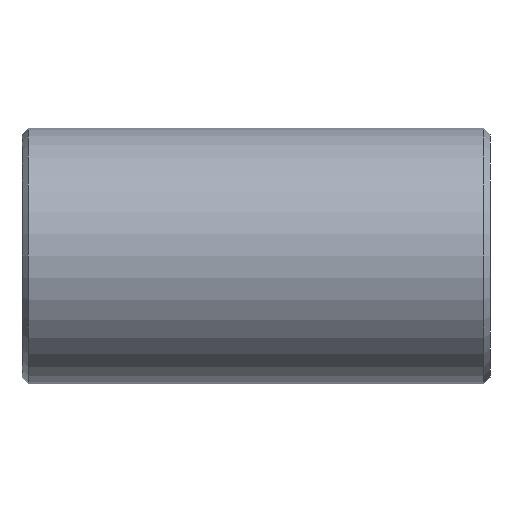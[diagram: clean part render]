
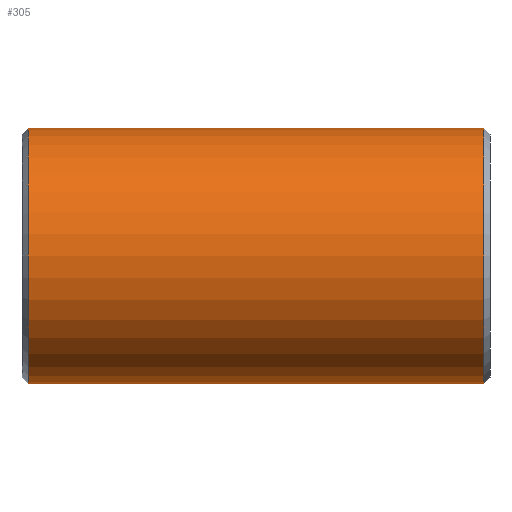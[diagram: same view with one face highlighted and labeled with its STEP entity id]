
A CAD part, front view. The second image highlights one B-rep face of the part: STEP entity #305.
In plain terms, the highlighted cylindrical face has radius 57.15 mm (diameter 114.3 mm), a partial arc.
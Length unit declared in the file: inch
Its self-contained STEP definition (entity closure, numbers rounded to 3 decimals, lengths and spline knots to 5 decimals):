
#2 = VERTEX_POINT ( 'NONE', #252 ) ;
#4 = ORIENTED_EDGE ( 'NONE', *, *, #304, .F. ) ;
#23 = DIRECTION ( 'NONE',  ( -1., 0., 0. ) ) ;
#31 = DIRECTION ( 'NONE',  ( 0., 0., 1. ) ) ;
#35 = EDGE_CURVE ( 'NONE', #390, #2, #469, .T. ) ;
#36 = VERTEX_POINT ( 'NONE', #346 ) ;
#48 = VECTOR ( 'NONE', #265, 39.37008 ) ;
#51 = DIRECTION ( 'NONE',  ( -1., 0., 0. ) ) ;
#69 = LINE ( 'NONE', #255, #360 ) ;
#88 = CARTESIAN_POINT ( 'NONE',  ( 0., 0., -2.25 ) ) ;
#95 = FACE_OUTER_BOUND ( 'NONE', #244, .T. ) ;
#110 = EDGE_CURVE ( 'NONE', #390, #153, #397, .T. ) ;
#121 = CARTESIAN_POINT ( 'NONE',  ( 0., 0., 2.25 ) ) ;
#132 = CIRCLE ( 'NONE', #274, 2.25 ) ;
#138 = CARTESIAN_POINT ( 'NONE',  ( 4.12, 0., 2.25 ) ) ;
#143 = ORIENTED_EDGE ( 'NONE', *, *, #468, .T. ) ;
#145 = DIRECTION ( 'NONE',  ( 0., 0., 1. ) ) ;
#153 = VERTEX_POINT ( 'NONE', #88 ) ;
#155 = VERTEX_POINT ( 'NONE', #181 ) ;
#175 = CARTESIAN_POINT ( 'NONE',  ( 4.12, 0., -2.25 ) ) ;
#181 = CARTESIAN_POINT ( 'NONE',  ( -4.00767, 0., -2.25 ) ) ;
#182 = ORIENTED_EDGE ( 'NONE', *, *, #226, .T. ) ;
#190 = VECTOR ( 'NONE', #51, 39.37008 ) ;
#202 = ORIENTED_EDGE ( 'NONE', *, *, #549, .T. ) ;
#220 = DIRECTION ( 'NONE',  ( -1., 0., 0. ) ) ;
#226 = EDGE_CURVE ( 'NONE', #2, #435, #358, .T. ) ;
#227 = CARTESIAN_POINT ( 'NONE',  ( -4.00767, 0., 0. ) ) ;
#240 = CARTESIAN_POINT ( 'NONE',  ( 4.12, 0., 0. ) ) ;
#244 = EDGE_LOOP ( 'NONE', ( #561, #412, #182, #143, #202, #4 ) ) ;
#252 = CARTESIAN_POINT ( 'NONE',  ( 4.00767, 0., 2.25 ) ) ;
#255 = CARTESIAN_POINT ( 'NONE',  ( 4.12, 0., 2.25 ) ) ;
#265 = DIRECTION ( 'NONE',  ( -1., 0., 0. ) ) ;
#274 = AXIS2_PLACEMENT_3D ( 'NONE', #227, #404, #31 ) ;
#304 = EDGE_CURVE ( 'NONE', #153, #155, #518, .T. ) ;
#305 = ADVANCED_FACE ( 'NONE', ( #95 ), #560, .T. ) ;
#307 = DIRECTION ( 'NONE',  ( 0., 0., -1. ) ) ;
#346 = CARTESIAN_POINT ( 'NONE',  ( -4.00767, 0., 2.25 ) ) ;
#358 = LINE ( 'NONE', #138, #48 ) ;
#360 = VECTOR ( 'NONE', #23, 39.37008 ) ;
#376 = DIRECTION ( 'NONE',  ( -1., 0., 0. ) ) ;
#390 = VERTEX_POINT ( 'NONE', #570 ) ;
#397 = LINE ( 'NONE', #175, #582 ) ;
#400 = AXIS2_PLACEMENT_3D ( 'NONE', #240, #376, #145 ) ;
#404 = DIRECTION ( 'NONE',  ( 1., 0., 0. ) ) ;
#412 = ORIENTED_EDGE ( 'NONE', *, *, #35, .T. ) ;
#435 = VERTEX_POINT ( 'NONE', #121 ) ;
#468 = EDGE_CURVE ( 'NONE', #435, #36, #69, .T. ) ;
#469 = CIRCLE ( 'NONE', #551, 2.25 ) ;
#518 = LINE ( 'NONE', #556, #190 ) ;
#537 = DIRECTION ( 'NONE',  ( -1., 0., 0. ) ) ;
#549 = EDGE_CURVE ( 'NONE', #36, #155, #132, .T. ) ;
#551 = AXIS2_PLACEMENT_3D ( 'NONE', #576, #537, #307 ) ;
#556 = CARTESIAN_POINT ( 'NONE',  ( 4.12, 0., -2.25 ) ) ;
#560 = CYLINDRICAL_SURFACE ( 'NONE', #400, 2.25 ) ;
#561 = ORIENTED_EDGE ( 'NONE', *, *, #110, .F. ) ;
#570 = CARTESIAN_POINT ( 'NONE',  ( 4.00767, 0., -2.25 ) ) ;
#576 = CARTESIAN_POINT ( 'NONE',  ( 4.00767, 0., 0. ) ) ;
#582 = VECTOR ( 'NONE', #220, 39.37008 ) ;
